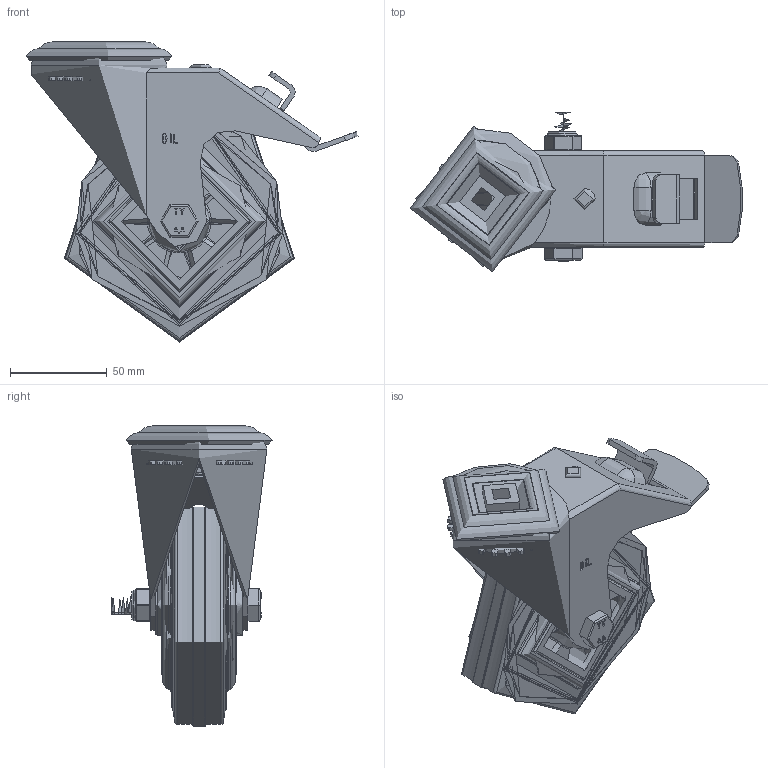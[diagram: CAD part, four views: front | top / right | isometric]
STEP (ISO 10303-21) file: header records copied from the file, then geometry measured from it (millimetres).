
FILE_DESCRIPTION(/* description */ ('','CAx-IF Rec.Pracs.---Representation and Presentation of Product Manufacturing Information (PMI)---4.0---2014-10-13'),/* implementation_level */ '2;1');
FILE_NAME(/* name */ 'BZMM125PSBBH12SWB.step',/* time_stamp */ '2024-12-04T12:32:05Z',/* author */ (''),/* organization */ (''),/* preprocessor_version */ 'ST-DEVELOPER v20',/* originating_system */ 'Autodesk Translation Framework v13.20.0.188',/* authorisation */ '');
FILE_SCHEMA (('AP242_MANAGED_MODEL_BASED_3D_ENGINEERING_MIM_LF { 1 0 10303 442 1 1 4 }'));
Length unit declared in the file: millimetre
Products named in the file (26): BZMM125PSBBH12SWB; BZMM125ASBH12SWB v1; ZINC PLATED, PRESSED STEEL HEAD; ZINC PLATED, PRESSED STEEL FORKS; ZINC PLATED, PRESSED STEEL BRAKE PEDAL; BRAKE PAD; BRAKE PAD Geometry; BOLT; NUT; BZMM125WPSRB v1; RUBBER TYRE; POLYPROPYLENE RIM; POLYPROPYLENE RIM Geometry; CAP; ROLLER BEARING; CAGE; RIBS; Component4; TUBEM15X45 v1; ZINC PLATED, STEEL TUBE; HEXBOLTM10X70Z8.8 v2; GRADE 8.8 THREADED ZINC PLATED BOLT; NYLOCM10Z v1; NYLOC NUT; RUBBER; NUT (1)
Assembly tree (32 placements, depth 5):
  BZMM125PSBBH12SWB
    BZMM125ASBH12SWB v1
      ZINC PLATED, PRESSED STEEL HEAD
      ZINC PLATED, PRESSED STEEL FORKS
      ZINC PLATED, PRESSED STEEL BRAKE PEDAL
      BRAKE PAD
        BRAKE PAD Geometry
        BOLT
        NUT
    BZMM125WPSRB v1
      RUBBER TYRE
      POLYPROPYLENE RIM
        POLYPROPYLENE RIM Geometry
        CAP
      ROLLER BEARING
        CAGE
        RIBS
          Component4  x8
    TUBEM15X45 v1
      ZINC PLATED, STEEL TUBE
    HEXBOLTM10X70Z8.8 v2
      GRADE 8.8 THREADED ZINC PLATED BOLT
    NYLOCM10Z v1
      NYLOC NUT
        RUBBER
        NUT (1)
Bounding box: 171.46 x 82.67 x 155 mm (x, y, z)
Volume: 416223.5 mm3; surface area: 166282.2 mm2
Topology: 22 solids, 22 shells, 1024 faces, 2588 edges, 1605 vertices
Faces by surface type: plane 384, cylinder 243, bspline 219, torus 81, sphere 56, cone 41
Full cylindrical faces by diameter (mm): 4 x8, 6 x4, 8.141 x18, 9 x2, 9.85 x19, 10 x3, 10.2 x3, 11 x1, 12 x2, 12.2 x1, 14.95 x1, 15 x2, 15.2 x1, 16 x2, 21.313 x1, 22.75 x2, 24 x3, 28.9 x1, 29 x1, 31 x2, 38 x1, 49.5 x1, 60 x2, 65 x1, 67.5 x2, 70 x1, 72 x1, 72.5 x4, 125 x1
Entity records: 72875 total; most frequent: CARTESIAN_POINT 48721, ORIENTED_EDGE 5094, DIRECTION 4682, EDGE_CURVE 2547, AXIS2_PLACEMENT_3D 1782, VERTEX_POINT 1590, LINE 1118, VECTOR 1118
